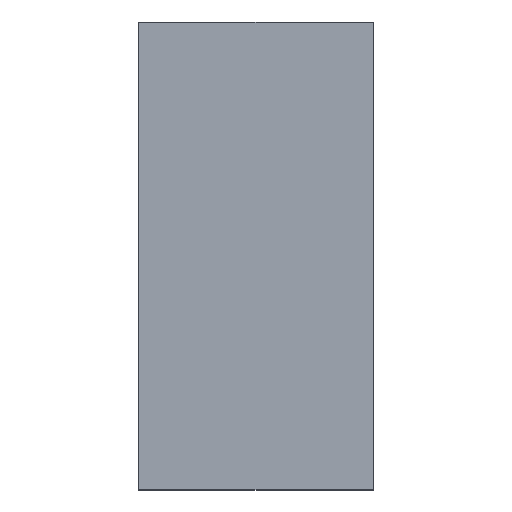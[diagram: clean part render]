
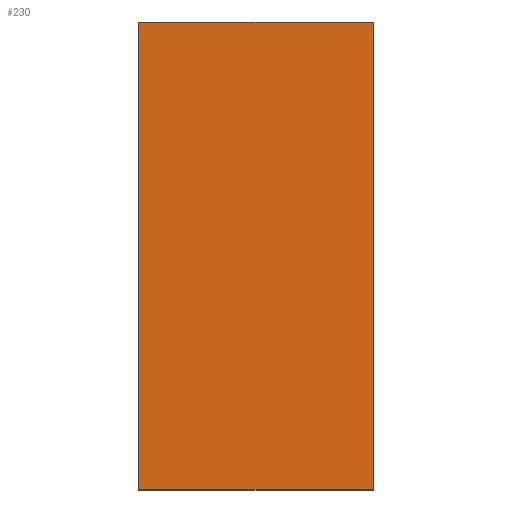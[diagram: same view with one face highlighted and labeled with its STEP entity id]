
A CAD part, top view. The second image highlights one B-rep face of the part: STEP entity #230.
In plain terms, the highlighted planar face has unit normal (0, 0, 1).
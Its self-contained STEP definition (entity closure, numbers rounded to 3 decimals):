
#5 = CARTESIAN_POINT ( 'NONE',  ( -1.59, 0., 0.65 ) ) ;
#13 = EDGE_CURVE ( 'NONE', #82, #280, #340, .T. ) ;
#18 = DIRECTION ( 'NONE',  ( 0., 0., 1. ) ) ;
#20 = CARTESIAN_POINT ( 'NONE',  ( 1.59, 3.175, 0.65 ) ) ;
#25 = VECTOR ( 'NONE', #116, 1000. ) ;
#27 = CARTESIAN_POINT ( 'NONE',  ( 0., -3.175, 0.65 ) ) ;
#28 = EDGE_CURVE ( 'NONE', #78, #349, #258, .T. ) ;
#35 = ORIENTED_EDGE ( 'NONE', *, *, #178, .F. ) ;
#48 = CARTESIAN_POINT ( 'NONE',  ( -1.59, -3.175, 0.65 ) ) ;
#55 = ORIENTED_EDGE ( 'NONE', *, *, #13, .F. ) ;
#56 = DIRECTION ( 'NONE',  ( 1., 0., 0. ) ) ;
#78 = VERTEX_POINT ( 'NONE', #158 ) ;
#82 = VERTEX_POINT ( 'NONE', #98 ) ;
#84 = ORIENTED_EDGE ( 'NONE', *, *, #28, .F. ) ;
#87 = DIRECTION ( 'NONE',  ( 1., 0., 0. ) ) ;
#98 = CARTESIAN_POINT ( 'NONE',  ( 1.59, -3.175, 0.65 ) ) ;
#116 = DIRECTION ( 'NONE',  ( -1., 0., 0. ) ) ;
#117 = VECTOR ( 'NONE', #355, 1000. ) ;
#125 = DIRECTION ( 'NONE',  ( 0., 1., 0. ) ) ;
#126 = ORIENTED_EDGE ( 'NONE', *, *, #312, .F. ) ;
#144 = PLANE ( 'NONE',  #218 ) ;
#158 = CARTESIAN_POINT ( 'NONE',  ( -1.59, 3.175, 0.65 ) ) ;
#165 = EDGE_LOOP ( 'NONE', ( #55, #126, #84, #35 ) ) ;
#175 = CARTESIAN_POINT ( 'NONE',  ( 1.59, 0., 0.65 ) ) ;
#178 = EDGE_CURVE ( 'NONE', #280, #78, #268, .T. ) ;
#182 = VECTOR ( 'NONE', #87, 1000. ) ;
#218 = AXIS2_PLACEMENT_3D ( 'NONE', #279, #18, #56 ) ;
#229 = CARTESIAN_POINT ( 'NONE',  ( 0., 3.175, 0.65 ) ) ;
#230 = ADVANCED_FACE ( 'NONE', ( #339 ), #144, .T. ) ;
#258 = LINE ( 'NONE', #229, #182 ) ;
#268 = LINE ( 'NONE', #5, #345 ) ;
#279 = CARTESIAN_POINT ( 'NONE',  ( 0., 0., 0.65 ) ) ;
#280 = VERTEX_POINT ( 'NONE', #48 ) ;
#309 = LINE ( 'NONE', #175, #117 ) ;
#312 = EDGE_CURVE ( 'NONE', #349, #82, #309, .T. ) ;
#339 = FACE_OUTER_BOUND ( 'NONE', #165, .T. ) ;
#340 = LINE ( 'NONE', #27, #25 ) ;
#345 = VECTOR ( 'NONE', #125, 1000. ) ;
#349 = VERTEX_POINT ( 'NONE', #20 ) ;
#355 = DIRECTION ( 'NONE',  ( 0., -1., 0. ) ) ;
